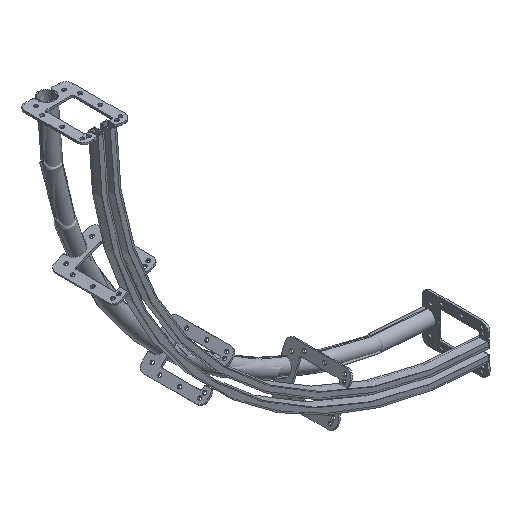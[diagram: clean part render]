
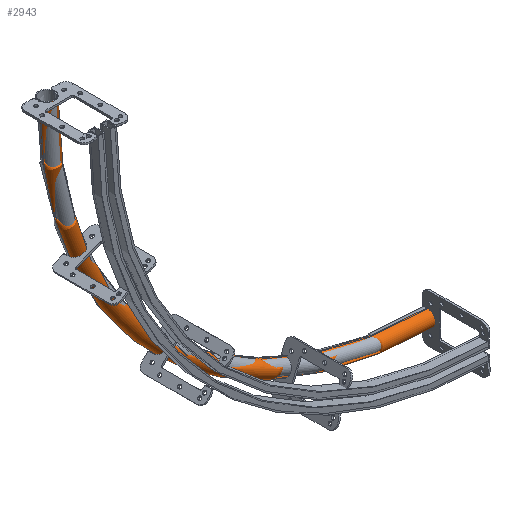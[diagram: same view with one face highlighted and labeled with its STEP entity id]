
A CAD part, isometric view. The second image highlights one B-rep face of the part: STEP entity #2943.
In plain terms, the highlighted toroidal (fillet/blend) face has major radius 600 mm and minor radius 12.7 mm.
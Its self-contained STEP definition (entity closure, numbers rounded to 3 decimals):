
#295 = CARTESIAN_POINT ( 'NONE',  ( -600., 0., 0. ) ) ;
#322 = CIRCLE ( 'NONE', #1666, 612.7 ) ;
#426 = EDGE_CURVE ( 'NONE', #1886, #1330, #322, .T. ) ;
#532 = ORIENTED_EDGE ( 'NONE', *, *, #1511, .T. ) ;
#558 = DIRECTION ( 'NONE',  ( 0., 0., 1. ) ) ;
#758 = CARTESIAN_POINT ( 'NONE',  ( 0., 0., 0. ) ) ;
#835 = DIRECTION ( 'NONE',  ( 0., 1., 0. ) ) ;
#853 = VERTEX_POINT ( 'NONE', #2136 ) ;
#865 = FACE_OUTER_BOUND ( 'NONE', #1146, .T. ) ;
#940 = DIRECTION ( 'NONE',  ( 0., 0., 1. ) ) ;
#1058 = CARTESIAN_POINT ( 'NONE',  ( -587.3, 0., 0. ) ) ;
#1146 = EDGE_LOOP ( 'NONE', ( #1177, #532, #3123, #2170 ) ) ;
#1177 = ORIENTED_EDGE ( 'NONE', *, *, #426, .F. ) ;
#1219 = DIRECTION ( 'NONE',  ( 0., 0., 1. ) ) ;
#1312 = CARTESIAN_POINT ( 'NONE',  ( 0., 0., -612.7 ) ) ;
#1330 = VERTEX_POINT ( 'NONE', #2880 ) ;
#1358 = CIRCLE ( 'NONE', #2976, 12.7 ) ;
#1437 = DIRECTION ( 'NONE',  ( 0., 1., 0. ) ) ;
#1505 = CIRCLE ( 'NONE', #2332, 587.3 ) ;
#1511 = EDGE_CURVE ( 'NONE', #1886, #853, #2403, .T. ) ;
#1666 = AXIS2_PLACEMENT_3D ( 'NONE', #758, #1437, #940 ) ;
#1869 = VERTEX_POINT ( 'NONE', #1058 ) ;
#1872 = DIRECTION ( 'NONE',  ( 0., 0., 1. ) ) ;
#1886 = VERTEX_POINT ( 'NONE', #1312 ) ;
#1941 = DIRECTION ( 'NONE',  ( 1., 0., 0. ) ) ;
#2012 = CARTESIAN_POINT ( 'NONE',  ( 0., 0., 0. ) ) ;
#2136 = CARTESIAN_POINT ( 'NONE',  ( 0., 0., -587.3 ) ) ;
#2170 = ORIENTED_EDGE ( 'NONE', *, *, #2714, .F. ) ;
#2265 = CARTESIAN_POINT ( 'NONE',  ( 0., 0., 0. ) ) ;
#2332 = AXIS2_PLACEMENT_3D ( 'NONE', #2012, #2505, #558 ) ;
#2343 = DIRECTION ( 'NONE',  ( -1., 0., 0. ) ) ;
#2373 = CARTESIAN_POINT ( 'NONE',  ( 0., 0., -600. ) ) ;
#2403 = CIRCLE ( 'NONE', #2777, 12.7 ) ;
#2489 = AXIS2_PLACEMENT_3D ( 'NONE', #2265, #835, #2763 ) ;
#2505 = DIRECTION ( 'NONE',  ( 0., 1., 0. ) ) ;
#2714 = EDGE_CURVE ( 'NONE', #1330, #1869, #1358, .T. ) ;
#2763 = DIRECTION ( 'NONE',  ( 0., 0., 1. ) ) ;
#2777 = AXIS2_PLACEMENT_3D ( 'NONE', #2373, #2343, #1872 ) ;
#2787 = TOROIDAL_SURFACE ( 'NONE', #2489, 600., 12.7 ) ;
#2880 = CARTESIAN_POINT ( 'NONE',  ( -612.7, 0., 0. ) ) ;
#2910 = EDGE_CURVE ( 'NONE', #853, #1869, #1505, .T. ) ;
#2943 = ADVANCED_FACE ( 'NONE', ( #865 ), #2787, .T. ) ;
#2976 = AXIS2_PLACEMENT_3D ( 'NONE', #295, #1219, #1941 ) ;
#3123 = ORIENTED_EDGE ( 'NONE', *, *, #2910, .T. ) ;
